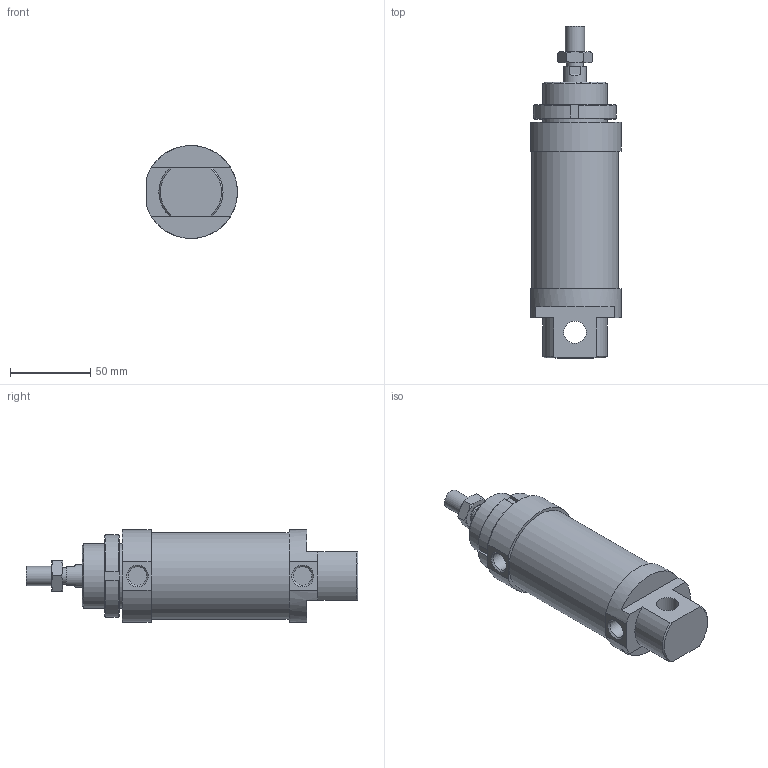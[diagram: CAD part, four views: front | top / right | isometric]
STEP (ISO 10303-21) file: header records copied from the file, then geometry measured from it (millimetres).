
FILE_DESCRIPTION(/* description */ ('Unknown'),/* implementation_level */ '2;1');
FILE_NAME(/* name */ '1260.50.40.X',/* time_stamp */ '2021-05-11T10:24:26-04:00',/* author */ ('Unknown'),/* organization */ ('Unknown'),/* preprocessor_version */ 'ST-DEVELOPER v16.7',/* originating_system */ 'Solid Edge',/* authorisation */ 'Unknown');
FILE_SCHEMA (('AUTOMOTIVE_DESIGN {1 0 10303 214 3 1 1}'));
Length unit declared in the file: millimetre
Products named in the file (5): 1260.50.40.X; S1260_50_50; 1200_50_05; 1200_50_06; C1260_50_50
Assembly tree (4 placements, depth 2):
  1260.50.40.X
    S1260_50_50
    1200_50_05
    1200_50_06
    C1260_50_50
Bounding box: 56.51 x 207 x 58 mm (x, y, z)
Volume: 349354.5 mm3; surface area: 49310 mm2
Topology: 4 solids, 4 shells, 94 faces, 217 edges, 139 vertices
Faces by surface type: plane 46, cone 29, cylinder 19
Full cylindrical faces by diameter (mm): 10.2 x1, 11.25 x1, 11.6 x2, 12 x1, 14 x3, 38.5 x1, 40 x1, 54 x1
Entity records: 2654 total; most frequent: CARTESIAN_POINT 487, DIRECTION 440, ORIENTED_EDGE 392, EDGE_CURVE 196, AXIS2_PLACEMENT_3D 173, VERTEX_POINT 136, EDGE_LOOP 126, FACE_BOUND 126
